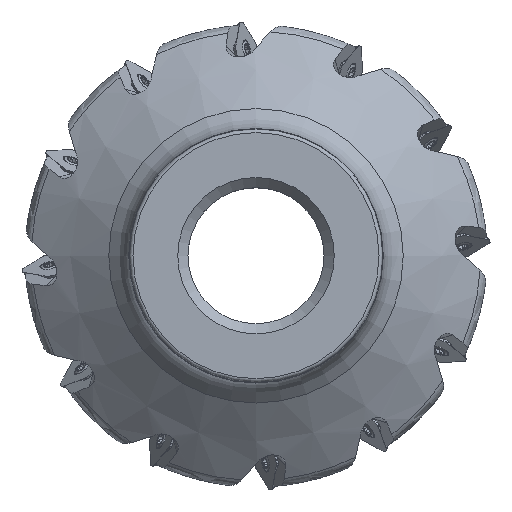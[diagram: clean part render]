
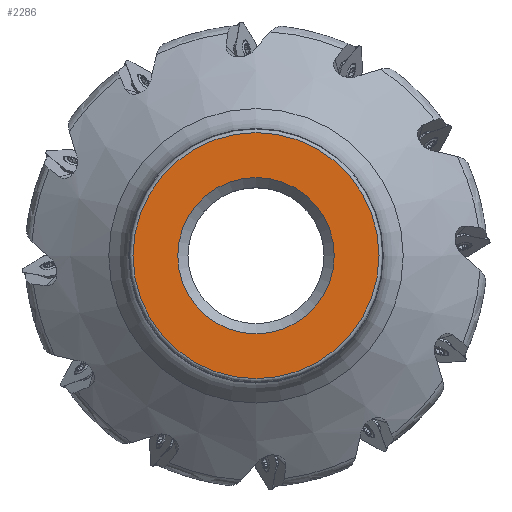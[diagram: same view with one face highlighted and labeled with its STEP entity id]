
A CAD part, top view. The second image highlights one B-rep face of the part: STEP entity #2286.
In plain terms, the highlighted planar face has unit normal (0, 0, 1).
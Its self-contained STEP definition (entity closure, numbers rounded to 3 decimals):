
#2286=ADVANCED_FACE('SU_1',(#4538,#4539),#3330,.F.);
#3330=PLANE('',#23600);
#4077=CIRCLE('',#23598,36.193);
#4078=CIRCLE('',#23599,23.006);
#4538=FACE_BOUND('',#5048,.T.);
#4539=FACE_BOUND('',#5049,.T.);
#5048=EDGE_LOOP('',(#9519));
#5049=EDGE_LOOP('',(#9520));
#9519=ORIENTED_EDGE('',*,*,#18271,.T.);
#9520=ORIENTED_EDGE('',*,*,#18272,.F.);
#15734=VERTEX_POINT('',#37893);
#15735=VERTEX_POINT('',#37895);
#18271=EDGE_CURVE('',#15734,#15734,#4077,.T.);
#18272=EDGE_CURVE('',#15735,#15735,#4078,.T.);
#23598=AXIS2_PLACEMENT_3D('',#37892,#26838,#26839);
#23599=AXIS2_PLACEMENT_3D('',#37894,#26840,#26841);
#23600=AXIS2_PLACEMENT_3D('',#37896,#26842,#26843);
#26838=DIRECTION('',(0.,0.,1.));
#26839=DIRECTION('',(1.,0.,0.));
#26840=DIRECTION('',(0.,0.,1.));
#26841=DIRECTION('',(1.,0.,0.));
#26842=DIRECTION('',(0.,0.,-1.));
#26843=DIRECTION('',(-1.,0.,0.));
#37892=CARTESIAN_POINT('',(0.,0.,0.));
#37893=CARTESIAN_POINT('',(36.193,0.,0.));
#37894=CARTESIAN_POINT('',(0.,0.,0.));
#37895=CARTESIAN_POINT('',(23.006,0.,0.));
#37896=CARTESIAN_POINT('',(-37.193,0.,0.));
